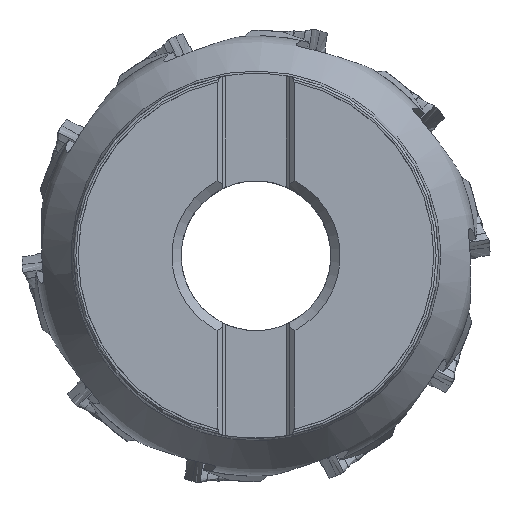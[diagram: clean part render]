
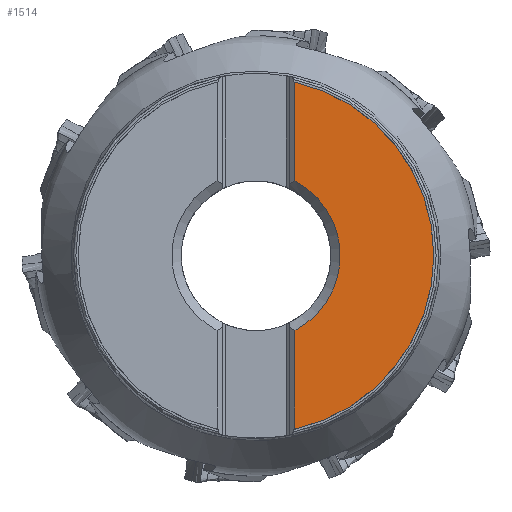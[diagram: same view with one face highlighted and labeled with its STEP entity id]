
A CAD part, top view. The second image highlights one B-rep face of the part: STEP entity #1514.
In plain terms, the highlighted planar face has unit normal (0, 0, 1).
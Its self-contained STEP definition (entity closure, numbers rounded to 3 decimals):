
#1514=ADVANCED_FACE('CU_BACK_F002',(#2674),#2275,.F.);
#2275=PLANE('',#15323);
#2674=FACE_OUTER_BOUND('',#3453,.T.);
#3453=EDGE_LOOP('',(#6325,#6326,#6327,#6328));
#5251=CIRCLE('',#15315,38.);
#5253=CIRCLE('',#15322,18.006);
#6325=ORIENTED_EDGE('',*,*,#11950,.F.);
#6326=ORIENTED_EDGE('',*,*,#11955,.T.);
#6327=ORIENTED_EDGE('',*,*,#11956,.T.);
#6328=ORIENTED_EDGE('',*,*,#11957,.T.);
#10368=VERTEX_POINT('',#25053);
#10369=VERTEX_POINT('',#25055);
#10372=VERTEX_POINT('',#25065);
#10373=VERTEX_POINT('',#25067);
#11950=EDGE_CURVE('',#10368,#10369,#5251,.T.);
#11955=EDGE_CURVE('',#10368,#10372,#13609,.T.);
#11956=EDGE_CURVE('',#10372,#10373,#5253,.T.);
#11957=EDGE_CURVE('',#10373,#10369,#13610,.T.);
#13609=LINE('',#25064,#14207);
#13610=LINE('',#25068,#14208);
#14207=VECTOR('',#17217,1.);
#14208=VECTOR('',#17220,1.);
#15315=AXIS2_PLACEMENT_3D('',#25054,#17203,#17204);
#15322=AXIS2_PLACEMENT_3D('',#25066,#17218,#17219);
#15323=AXIS2_PLACEMENT_3D('',#25069,#17221,#17222);
#17203=DIRECTION('',(0.,0.,-1.));
#17204=DIRECTION('',(0.155,-0.988,0.));
#17217=DIRECTION('',(0.,-1.,0.));
#17218=DIRECTION('',(0.,0.,-1.));
#17219=DIRECTION('',(0.155,-0.988,0.));
#17220=DIRECTION('',(0.,-1.,0.));
#17221=DIRECTION('',(0.,0.,-1.));
#17222=DIRECTION('',(-0.155,0.988,0.));
#25053=CARTESIAN_POINT('',(8.327,37.076,0.));
#25054=CARTESIAN_POINT('',(0.,0.,
0.));
#25055=CARTESIAN_POINT('',(8.328,-37.076,0.));
#25064=CARTESIAN_POINT('',(8.327,0.,0.));
#25065=CARTESIAN_POINT('',(8.327,15.965,0.));
#25066=CARTESIAN_POINT('',(0.,0.,
0.));
#25067=CARTESIAN_POINT('',(8.328,-15.965,0.));
#25068=CARTESIAN_POINT('',(8.328,0.,0.));
#25069=CARTESIAN_POINT('',(-38.,0.,0.));
